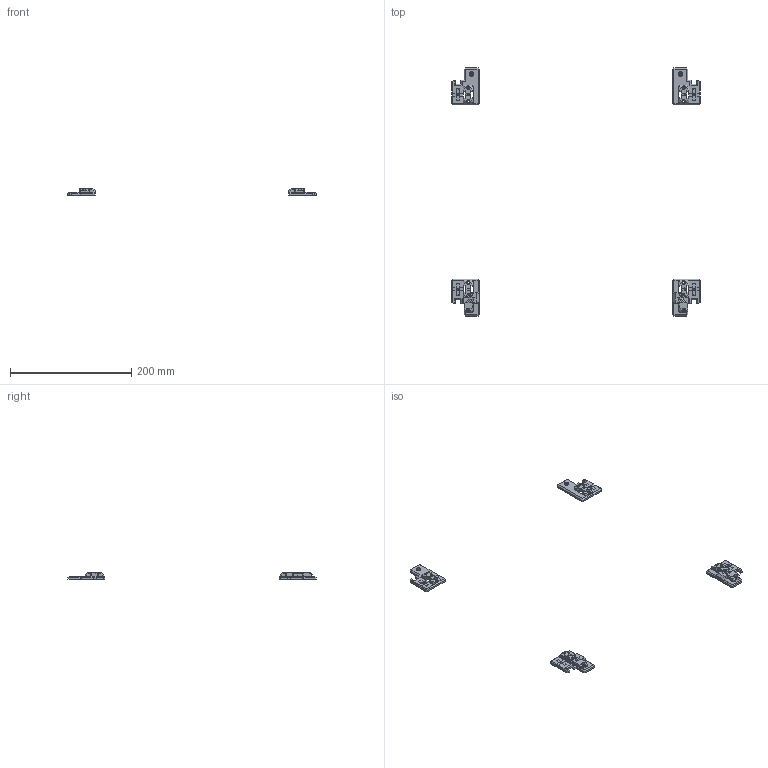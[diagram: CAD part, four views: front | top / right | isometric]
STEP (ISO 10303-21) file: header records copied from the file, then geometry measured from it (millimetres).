
FILE_DESCRIPTION(/* description */ (''),/* implementation_level */ '2;1');
FILE_NAME(/* name */ 'Z BELT COVER_R2.stp',/* time_stamp */ '2023-01-14T10:36:19+09:00',/* author */ (''),/* organization */ (''),/* preprocessor_version */ 'ST-DEVELOPER v18.1',/* originating_system */ 'SIEMENS PLM Software NX 1953',/* authorisation */ '');
FILE_SCHEMA (('AUTOMOTIVE_DESIGN { 1 0 10303 214 3 1 1 1 }'));
Length unit declared in the file: millimetre
Products named in the file (1): V6CL445043A6g8kw
Bounding box: 410 x 410 x 11 mm (x, y, z)
Volume: 71814.8 mm3; surface area: 45398.8 mm2
Topology: 16 solids, 16 shells, 853 faces, 2287 edges, 1485 vertices
Faces by surface type: plane 750, cylinder 83, extrusion 18, cone 2
Full cylindrical faces by diameter (mm): 3.4 x14, 3.6 x10, 4.7 x10, 6 x12, 7.6 x4
Entity records: 26319 total; most frequent: CARTESIAN_POINT 5267, ORIENTED_EDGE 4426, DIRECTION 3942, EDGE_CURVE 2213, VECTOR 1910, LINE 1892, VERTEX_POINT 1459, AXIS2_PLACEMENT_3D 1016
